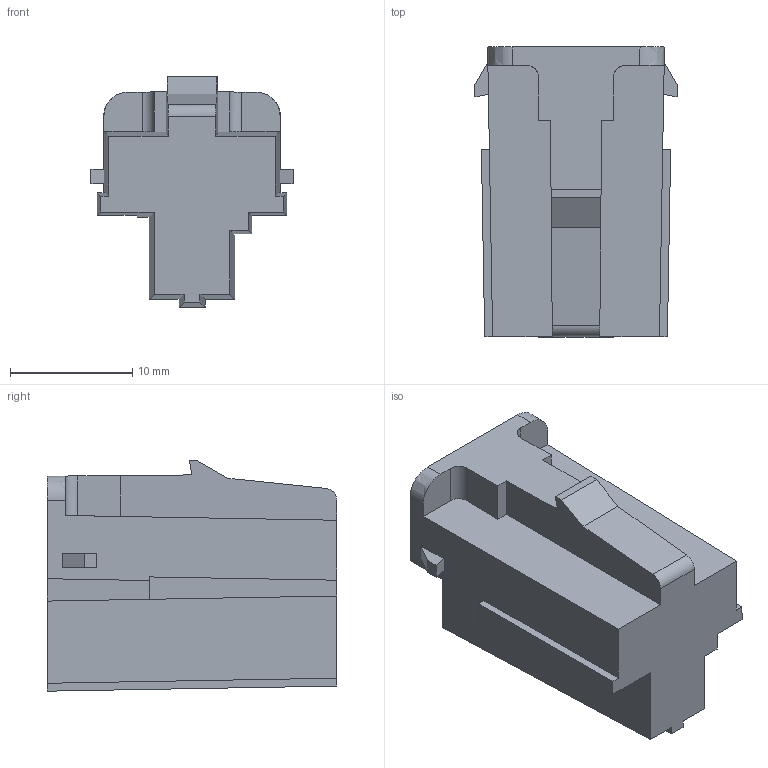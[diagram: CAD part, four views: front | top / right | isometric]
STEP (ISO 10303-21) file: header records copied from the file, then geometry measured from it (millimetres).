
FILE_DESCRIPTION(/* description */ (''),/* implementation_level */ '2;1');
FILE_NAME(/* name */ '12176445-ENV10_04-CONN.stp',/* time_stamp */ '2024-01-26T16:28:37+08:00',/* author */ (''),/* organization */ (''),/* preprocessor_version */ 'ST-DEVELOPER v16',/* originating_system */ 'SIEMENS PLM Software NX 11.0',/* authorisation */ '');
FILE_SCHEMA (('AUTOMOTIVE_DESIGN { 1 0 10303 214 3 1 1 1 }'));
Length unit declared in the file: millimetre
Products named in the file (1): 12176445-ENV10_04-CONN
Bounding box: 16.53 x 23.7 x 18.84 mm (x, y, z)
Volume: 3664.1 mm3; surface area: 1911.9 mm2
Topology: 1 solids, 1 shells, 58 faces, 161 edges, 107 vertices
Faces by surface type: plane 51, bspline 4, cylinder 3
Entity records: 1989 total; most frequent: CARTESIAN_POINT 542, ORIENTED_EDGE 322, DIRECTION 246, EDGE_CURVE 161, LINE 130, VECTOR 130, VERTEX_POINT 107, EDGE_LOOP 60
